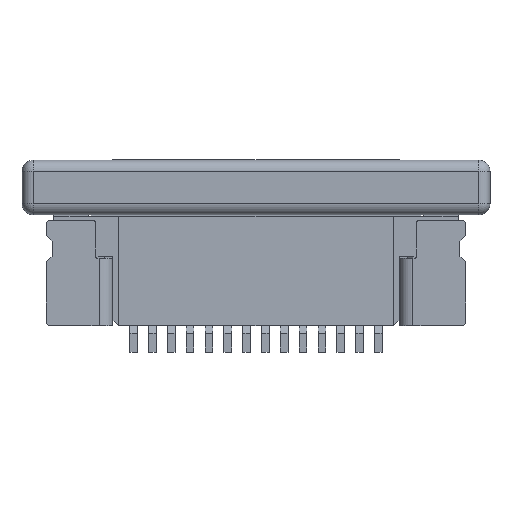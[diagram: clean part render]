
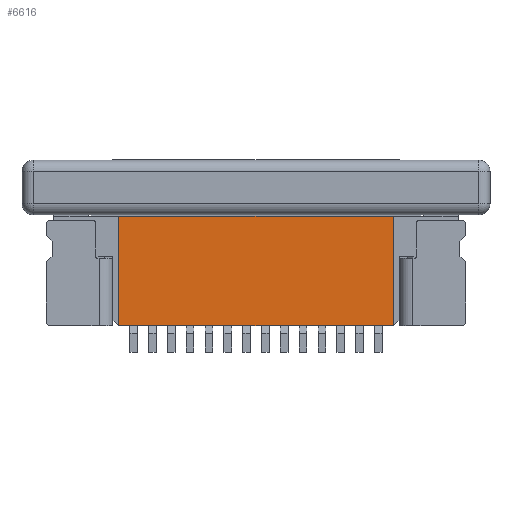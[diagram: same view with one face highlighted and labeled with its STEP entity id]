
A CAD part, front view. The second image highlights one B-rep face of the part: STEP entity #6616.
In plain terms, the highlighted planar face has unit normal (0, -1, 0).
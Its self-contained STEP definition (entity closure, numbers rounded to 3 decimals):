
#630=FACE_OUTER_BOUND('',#978,.T.);
#978=EDGE_LOOP('',(#5928,#5929,#5930,#5931));
#1067=LINE('',#8936,#1899);
#1163=LINE('',#9143,#1995);
#1811=LINE('',#10544,#2643);
#1812=LINE('',#10546,#2644);
#1899=VECTOR('',#7241,7.3);
#1995=VECTOR('',#7389,7.3);
#2643=VECTOR('',#8671,2.91);
#2644=VECTOR('',#8674,2.91);
#2731=VERTEX_POINT('',#8933);
#2732=VERTEX_POINT('',#8935);
#2816=VERTEX_POINT('',#9140);
#2817=VERTEX_POINT('',#9142);
#3351=EDGE_CURVE('',#2731,#2732,#1067,.T.);
#3456=EDGE_CURVE('',#2816,#2817,#1163,.T.);
#4155=EDGE_CURVE('',#2817,#2731,#1811,.T.);
#4156=EDGE_CURVE('',#2816,#2732,#1812,.T.);
#5928=ORIENTED_EDGE('',*,*,#3351,.F.);
#5929=ORIENTED_EDGE('',*,*,#4155,.F.);
#5930=ORIENTED_EDGE('',*,*,#3456,.F.);
#5931=ORIENTED_EDGE('',*,*,#4156,.T.);
#6291=PLANE('',#7046);
#6616=ADVANCED_FACE('',(#630),#6291,.T.);
#7046=AXIS2_PLACEMENT_3D('',#10545,#8672,#8673);
#7241=DIRECTION('',(1.,0.,0.));
#7389=DIRECTION('',(-1.,0.,0.));
#8671=DIRECTION('',(0.,0.,1.));
#8672=DIRECTION('center_axis',(0.,-1.,0.));
#8673=DIRECTION('ref_axis',(1.,0.,0.));
#8674=DIRECTION('',(0.,0.,1.));
#8933=CARTESIAN_POINT('',(-3.65,-1.,-1.49));
#8935=CARTESIAN_POINT('',(3.65,-1.,-1.49));
#8936=CARTESIAN_POINT('',(-3.65,-1.,-1.49));
#9140=CARTESIAN_POINT('',(3.65,-1.,-4.4));
#9142=CARTESIAN_POINT('',(-3.65,-1.,-4.4));
#9143=CARTESIAN_POINT('',(3.65,-1.,-4.4));
#10544=CARTESIAN_POINT('',(-3.65,-1.,-4.4));
#10545=CARTESIAN_POINT('Origin',(-6.215,-1.,0.));
#10546=CARTESIAN_POINT('',(3.65,-1.,-4.4));
